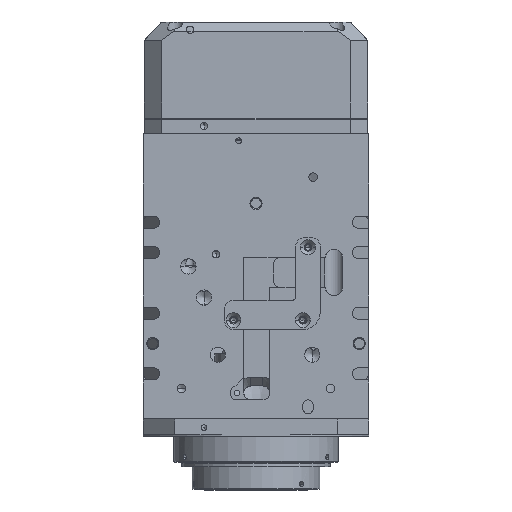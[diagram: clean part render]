
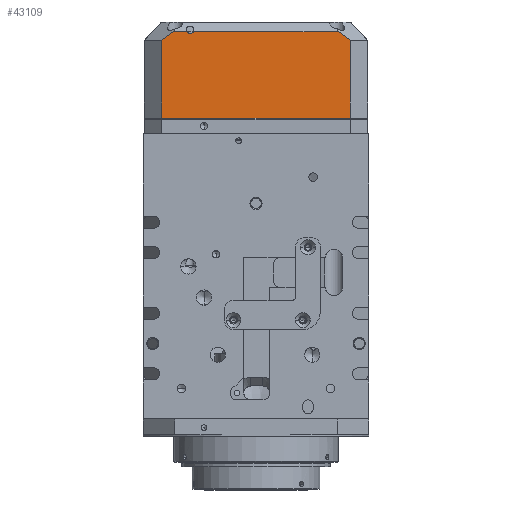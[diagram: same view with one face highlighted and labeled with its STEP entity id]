
A CAD part, front view. The second image highlights one B-rep face of the part: STEP entity #43109.
In plain terms, the highlighted planar face has unit normal (0, -1, 0).
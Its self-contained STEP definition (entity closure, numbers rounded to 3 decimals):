
#7 = ORIENTED_EDGE ( 'NONE', *, *, #8666, .F. ) ;
#331 = DIRECTION ( 'NONE',  ( 0., -1., 0. ) ) ;
#567 = CARTESIAN_POINT ( 'NONE',  ( 38., -64.5, 6.6 ) ) ;
#613 = ORIENTED_EDGE ( 'NONE', *, *, #15689, .F. ) ;
#1063 = ORIENTED_EDGE ( 'NONE', *, *, #38226, .F. ) ;
#1132 = LINE ( 'NONE', #29800, #14309 ) ;
#1263 = CARTESIAN_POINT ( 'NONE',  ( -47.429, -64.5, 5.5 ) ) ;
#1998 = AXIS2_PLACEMENT_3D ( 'NONE', #35230, #5197, #11540 ) ;
#4777 = PLANE ( 'NONE',  #1998 ) ;
#5197 = DIRECTION ( 'NONE',  ( 0., 1., 0. ) ) ;
#6146 = ORIENTED_EDGE ( 'NONE', *, *, #18593, .F. ) ;
#7123 = CARTESIAN_POINT ( 'NONE',  ( 47.429, -64.5, 5.5 ) ) ;
#7687 = VECTOR ( 'NONE', #12386, 1000. ) ;
#8527 = VERTEX_POINT ( 'NONE', #35516 ) ;
#8572 = CARTESIAN_POINT ( 'NONE',  ( 36.153, -64.5, 5.5 ) ) ;
#8666 = EDGE_CURVE ( 'NONE', #42634, #37319, #32403, .T. ) ;
#9458 = ORIENTED_EDGE ( 'NONE', *, *, #11650, .T. ) ;
#10256 = DIRECTION ( 'NONE',  ( 0., -1., 0. ) ) ;
#10645 = CARTESIAN_POINT ( 'NONE',  ( -54.5, -64.5, 55.5 ) ) ;
#10995 = LINE ( 'NONE', #10645, #15186 ) ;
#11540 = DIRECTION ( 'NONE',  ( 0., 0., 1. ) ) ;
#11650 = EDGE_CURVE ( 'NONE', #35787, #27415, #1132, .T. ) ;
#12386 = DIRECTION ( 'NONE',  ( -0.816, 0., 0.577 ) ) ;
#13014 = VECTOR ( 'NONE', #36961, 1000. ) ;
#13181 = DIRECTION ( 'NONE',  ( 0., 0., -1. ) ) ;
#14309 = VECTOR ( 'NONE', #19530, 1000. ) ;
#14793 = VECTOR ( 'NONE', #36957, 1000. ) ;
#15104 = LINE ( 'NONE', #37104, #13014 ) ;
#15186 = VECTOR ( 'NONE', #40937, 1000. ) ;
#15200 = LINE ( 'NONE', #32984, #19439 ) ;
#15689 = EDGE_CURVE ( 'NONE', #38743, #35533, #22815, .T. ) ;
#16172 = LINE ( 'NONE', #20965, #34098 ) ;
#16348 = LINE ( 'NONE', #26470, #14793 ) ;
#18593 = EDGE_CURVE ( 'NONE', #28471, #35984, #16348, .T. ) ;
#19439 = VECTOR ( 'NONE', #26479, 1000. ) ;
#19530 = DIRECTION ( 'NONE',  ( 1., 0., 0. ) ) ;
#20659 = CARTESIAN_POINT ( 'NONE',  ( 54.5, -64.5, 55.5 ) ) ;
#20965 = CARTESIAN_POINT ( 'NONE',  ( 13.217, -64.5, -18.692 ) ) ;
#22418 = CARTESIAN_POINT ( 'NONE',  ( 39.847, -64.5, 5.5 ) ) ;
#22815 = CIRCLE ( 'NONE', #31978, 2.1 ) ;
#23420 = CIRCLE ( 'NONE', #34175, 2.1 ) ;
#23534 = CARTESIAN_POINT ( 'NONE',  ( -54.5, -64.5, 10.5 ) ) ;
#23882 = CARTESIAN_POINT ( 'NONE',  ( 38., -64.5, 4.5 ) ) ;
#24217 = EDGE_LOOP ( 'NONE', ( #42766, #9458, #28260, #1063, #6146, #43566, #7, #36087, #613 ) ) ;
#25497 = CARTESIAN_POINT ( 'NONE',  ( -13.217, -64.5, -18.692 ) ) ;
#26470 = CARTESIAN_POINT ( 'NONE',  ( -54.5, -64.5, 55.5 ) ) ;
#26479 = DIRECTION ( 'NONE',  ( 0., 0., -1. ) ) ;
#27415 = VERTEX_POINT ( 'NONE', #7123 ) ;
#27707 = DIRECTION ( 'NONE',  ( -0.816, 0., -0.577 ) ) ;
#28260 = ORIENTED_EDGE ( 'NONE', *, *, #40793, .F. ) ;
#28471 = VERTEX_POINT ( 'NONE', #37699 ) ;
#29800 = CARTESIAN_POINT ( 'NONE',  ( 64.5, -64.5, 5.5 ) ) ;
#30196 = EDGE_CURVE ( 'NONE', #37319, #28471, #10995, .T. ) ;
#31978 = AXIS2_PLACEMENT_3D ( 'NONE', #43533, #10256, #13181 ) ;
#32403 = LINE ( 'NONE', #25497, #7687 ) ;
#32984 = CARTESIAN_POINT ( 'NONE',  ( 54.5, -64.5, 55.5 ) ) ;
#33236 = EDGE_CURVE ( 'NONE', #35787, #38743, #23420, .T. ) ;
#34098 = VECTOR ( 'NONE', #27707, 1000. ) ;
#34175 = AXIS2_PLACEMENT_3D ( 'NONE', #23882, #331, #40934 ) ;
#34501 = FACE_OUTER_BOUND ( 'NONE', #24217, .T. ) ;
#35230 = CARTESIAN_POINT ( 'NONE',  ( -54.5, -64.5, 55.5 ) ) ;
#35516 = CARTESIAN_POINT ( 'NONE',  ( 54.5, -64.5, 10.5 ) ) ;
#35533 = VERTEX_POINT ( 'NONE', #8572 ) ;
#35787 = VERTEX_POINT ( 'NONE', #22418 ) ;
#35984 = VERTEX_POINT ( 'NONE', #20659 ) ;
#36087 = ORIENTED_EDGE ( 'NONE', *, *, #41248, .T. ) ;
#36957 = DIRECTION ( 'NONE',  ( 1., 0., 0. ) ) ;
#36961 = DIRECTION ( 'NONE',  ( 1., 0., 0. ) ) ;
#37104 = CARTESIAN_POINT ( 'NONE',  ( 64.5, -64.5, 5.5 ) ) ;
#37319 = VERTEX_POINT ( 'NONE', #23534 ) ;
#37699 = CARTESIAN_POINT ( 'NONE',  ( -54.5, -64.5, 55.5 ) ) ;
#38226 = EDGE_CURVE ( 'NONE', #35984, #8527, #15200, .T. ) ;
#38743 = VERTEX_POINT ( 'NONE', #567 ) ;
#40793 = EDGE_CURVE ( 'NONE', #8527, #27415, #16172, .T. ) ;
#40934 = DIRECTION ( 'NONE',  ( 0., 0., -1. ) ) ;
#40937 = DIRECTION ( 'NONE',  ( 0., 0., 1. ) ) ;
#41248 = EDGE_CURVE ( 'NONE', #42634, #35533, #15104, .T. ) ;
#42634 = VERTEX_POINT ( 'NONE', #1263 ) ;
#42766 = ORIENTED_EDGE ( 'NONE', *, *, #33236, .F. ) ;
#43109 = ADVANCED_FACE ( 'NONE', ( #34501 ), #4777, .F. ) ;
#43533 = CARTESIAN_POINT ( 'NONE',  ( 38., -64.5, 4.5 ) ) ;
#43566 = ORIENTED_EDGE ( 'NONE', *, *, #30196, .F. ) ;
